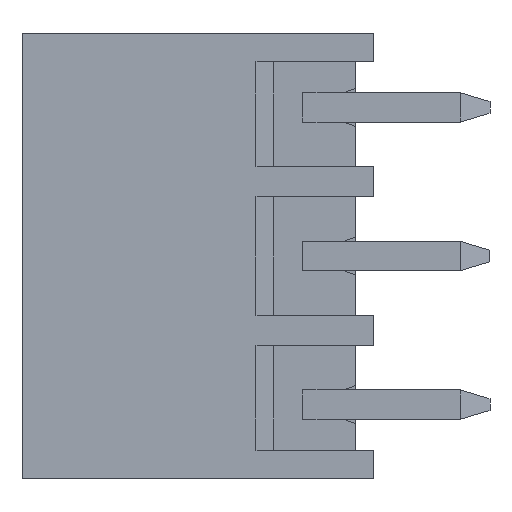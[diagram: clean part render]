
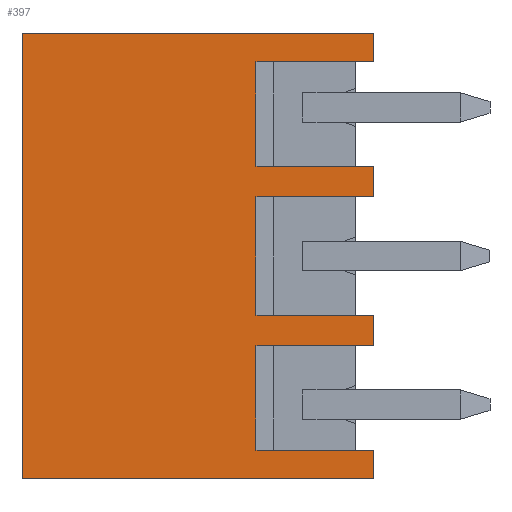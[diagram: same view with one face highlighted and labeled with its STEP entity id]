
A CAD part, front view. The second image highlights one B-rep face of the part: STEP entity #397.
In plain terms, the highlighted planar face has unit normal (0, -1, 0).
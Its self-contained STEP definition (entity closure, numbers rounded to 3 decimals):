
#397 = ADVANCED_FACE( '', ( #853 ), #854, .F. );
#853 = FACE_OUTER_BOUND( '', #1361, .T. );
#854 = PLANE( '', #1362 );
#1361 = EDGE_LOOP( '', ( #2525, #2526, #2527, #2528, #2529, #2530, #2531, #2532, #2533, #2534, #2535, #2536, #2537, #2538, #2539, #2540 ) );
#1362 = AXIS2_PLACEMENT_3D( '', #2541, #2542, #2543 );
#2525 = ORIENTED_EDGE( '', *, *, #3224, .T. );
#2526 = ORIENTED_EDGE( '', *, *, #3504, .F. );
#2527 = ORIENTED_EDGE( '', *, *, #3144, .T. );
#2528 = ORIENTED_EDGE( '', *, *, #3043, .T. );
#2529 = ORIENTED_EDGE( '', *, *, #3177, .F. );
#2530 = ORIENTED_EDGE( '', *, *, #3505, .F. );
#2531 = ORIENTED_EDGE( '', *, *, #3506, .F. );
#2532 = ORIENTED_EDGE( '', *, *, #3489, .T. );
#2533 = ORIENTED_EDGE( '', *, *, #3507, .T. );
#2534 = ORIENTED_EDGE( '', *, *, #3246, .F. );
#2535 = ORIENTED_EDGE( '', *, *, #3468, .T. );
#2536 = ORIENTED_EDGE( '', *, *, #3508, .T. );
#2537 = ORIENTED_EDGE( '', *, *, #3255, .T. );
#2538 = ORIENTED_EDGE( '', *, *, #3388, .F. );
#2539 = ORIENTED_EDGE( '', *, *, #3110, .F. );
#2540 = ORIENTED_EDGE( '', *, *, #3472, .T. );
#2541 = CARTESIAN_POINT( '', ( 243.133, 189.167, 67.4 ) );
#2542 = DIRECTION( '', ( 0., 1., 0. ) );
#2543 = DIRECTION( '', ( 0., 0., -1. ) );
#3043 = EDGE_CURVE( '', #3638, #3636, #3639, .T. );
#3110 = EDGE_CURVE( '', #3756, #3751, #3758, .T. );
#3144 = EDGE_CURVE( '', #3817, #3638, #3818, .T. );
#3177 = EDGE_CURVE( '', #3864, #3636, #3866, .T. );
#3224 = EDGE_CURVE( '', #3944, #3942, #3945, .T. );
#3246 = EDGE_CURVE( '', #3976, #3978, #3979, .T. );
#3255 = EDGE_CURVE( '', #3993, #3990, #3994, .T. );
#3388 = EDGE_CURVE( '', #3751, #3990, #4193, .T. );
#3468 = EDGE_CURVE( '', #3976, #4296, #4298, .T. );
#3472 = EDGE_CURVE( '', #3756, #3944, #4303, .T. );
#3489 = EDGE_CURVE( '', #4325, #4323, #4326, .T. );
#3504 = EDGE_CURVE( '', #3817, #3942, #4345, .T. );
#3505 = EDGE_CURVE( '', #4346, #3864, #4347, .T. );
#3506 = EDGE_CURVE( '', #4325, #4346, #4348, .T. );
#3507 = EDGE_CURVE( '', #4323, #3978, #4349, .T. );
#3508 = EDGE_CURVE( '', #4296, #3993, #4350, .T. );
#3636 = VERTEX_POINT( '', #4497 );
#3638 = VERTEX_POINT( '', #4500 );
#3639 = LINE( '', #4501, #4502 );
#3751 = VERTEX_POINT( '', #4665 );
#3756 = VERTEX_POINT( '', #4672 );
#3758 = LINE( '', #4675, #4676 );
#3817 = VERTEX_POINT( '', #4755 );
#3818 = LINE( '', #4756, #4757 );
#3864 = VERTEX_POINT( '', #4825 );
#3866 = LINE( '', #4828, #4829 );
#3942 = VERTEX_POINT( '', #4941 );
#3944 = VERTEX_POINT( '', #4944 );
#3945 = LINE( '', #4945, #4946 );
#3976 = VERTEX_POINT( '', #4990 );
#3978 = VERTEX_POINT( '', #4993 );
#3979 = LINE( '', #4994, #4995 );
#3990 = VERTEX_POINT( '', #5011 );
#3993 = VERTEX_POINT( '', #5015 );
#3994 = LINE( '', #5016, #5017 );
#4193 = LINE( '', #5325, #5326 );
#4296 = VERTEX_POINT( '', #5482 );
#4298 = LINE( '', #5485, #5486 );
#4303 = LINE( '', #5493, #5494 );
#4323 = VERTEX_POINT( '', #5523 );
#4325 = VERTEX_POINT( '', #5526 );
#4326 = LINE( '', #5527, #5528 );
#4345 = LINE( '', #5556, #5557 );
#4346 = VERTEX_POINT( '', #5558 );
#4347 = LINE( '', #5559, #5560 );
#4348 = LINE( '', #5561, #5562 );
#4349 = LINE( '', #5563, #5564 );
#4350 = LINE( '', #5565, #5566 );
#4497 = CARTESIAN_POINT( '', ( 251.133, 189.167, 52.96 ) );
#4500 = CARTESIAN_POINT( '', ( 255.133, 189.167, 52.96 ) );
#4501 = CARTESIAN_POINT( '', ( 252.133, 189.167, 52.96 ) );
#4502 = VECTOR( '', #5729, 1000. );
#4665 = CARTESIAN_POINT( '', ( 255.133, 189.167, 66.24 ) );
#4672 = CARTESIAN_POINT( '', ( 255.133, 189.167, 67.22 ) );
#4675 = CARTESIAN_POINT( '', ( 255.133, 189.167, 66.9 ) );
#4676 = VECTOR( '', #5787, 1000. );
#4755 = CARTESIAN_POINT( '', ( 255.133, 189.167, 51.98 ) );
#4756 = CARTESIAN_POINT( '', ( 255.133, 189.167, 52.3 ) );
#4757 = VECTOR( '', #5829, 1000. );
#4825 = CARTESIAN_POINT( '', ( 251.133, 189.167, 56.54 ) );
#4828 = CARTESIAN_POINT( '', ( 251.133, 189.167, 50.22 ) );
#4829 = VECTOR( '', #5853, 1000. );
#4941 = CARTESIAN_POINT( '', ( 243.133, 189.167, 51.98 ) );
#4944 = CARTESIAN_POINT( '', ( 243.133, 189.167, 67.22 ) );
#4945 = CARTESIAN_POINT( '', ( 243.133, 189.167, 62.36 ) );
#4946 = VECTOR( '', #5894, 1000. );
#4990 = CARTESIAN_POINT( '', ( 255.133, 189.167, 61.62 ) );
#4993 = CARTESIAN_POINT( '', ( 251.133, 189.167, 61.62 ) );
#4994 = CARTESIAN_POINT( '', ( 252.133, 189.167, 61.62 ) );
#4995 = VECTOR( '', #5915, 1000. );
#5011 = CARTESIAN_POINT( '', ( 251.133, 189.167, 66.24 ) );
#5015 = CARTESIAN_POINT( '', ( 251.133, 189.167, 62.66 ) );
#5016 = CARTESIAN_POINT( '', ( 251.133, 189.167, 67.48 ) );
#5017 = VECTOR( '', #5922, 1000. );
#5325 = CARTESIAN_POINT( '', ( 252.133, 189.167, 66.24 ) );
#5326 = VECTOR( '', #6029, 1000. );
#5482 = CARTESIAN_POINT( '', ( 255.133, 189.167, 62.66 ) );
#5485 = CARTESIAN_POINT( '', ( 255.133, 189.167, 62.42 ) );
#5486 = VECTOR( '', #6087, 1000. );
#5493 = CARTESIAN_POINT( '', ( 243.133, 189.167, 67.22 ) );
#5494 = VECTOR( '', #6090, 1000. );
#5523 = CARTESIAN_POINT( '', ( 251.133, 189.167, 57.58 ) );
#5526 = CARTESIAN_POINT( '', ( 255.133, 189.167, 57.58 ) );
#5527 = CARTESIAN_POINT( '', ( 252.133, 189.167, 57.58 ) );
#5528 = VECTOR( '', #6101, 1000. );
#5556 = CARTESIAN_POINT( '', ( 243.133, 189.167, 51.98 ) );
#5557 = VECTOR( '', #6111, 1000. );
#5558 = CARTESIAN_POINT( '', ( 255.133, 189.167, 56.54 ) );
#5559 = CARTESIAN_POINT( '', ( 252.133, 189.167, 56.54 ) );
#5560 = VECTOR( '', #6112, 1000. );
#5561 = CARTESIAN_POINT( '', ( 255.133, 189.167, 56.74 ) );
#5562 = VECTOR( '', #6113, 1000. );
#5563 = CARTESIAN_POINT( '', ( 251.133, 189.167, 62.4 ) );
#5564 = VECTOR( '', #6114, 1000. );
#5565 = CARTESIAN_POINT( '', ( 252.133, 189.167, 62.66 ) );
#5566 = VECTOR( '', #6115, 1000. );
#5729 = DIRECTION( '', ( -1., 0., 0. ) );
#5787 = DIRECTION( '', ( 0., 0., -1. ) );
#5829 = DIRECTION( '', ( 0., 0., 1. ) );
#5853 = DIRECTION( '', ( 0., 0., -1. ) );
#5894 = DIRECTION( '', ( 0., 0., -1. ) );
#5915 = DIRECTION( '', ( -1., 0., 0. ) );
#5922 = DIRECTION( '', ( 0., 0., 1. ) );
#6029 = DIRECTION( '', ( -1., 0., 0. ) );
#6087 = DIRECTION( '', ( 0., 0., 1. ) );
#6090 = DIRECTION( '', ( -1., 0., 0. ) );
#6101 = DIRECTION( '', ( -1., 0., 0. ) );
#6111 = DIRECTION( '', ( -1., 0., 0. ) );
#6112 = DIRECTION( '', ( -1., 0., 0. ) );
#6113 = DIRECTION( '', ( 0., 0., -1. ) );
#6114 = DIRECTION( '', ( 0., 0., 1. ) );
#6115 = DIRECTION( '', ( -1., 0., 0. ) );
